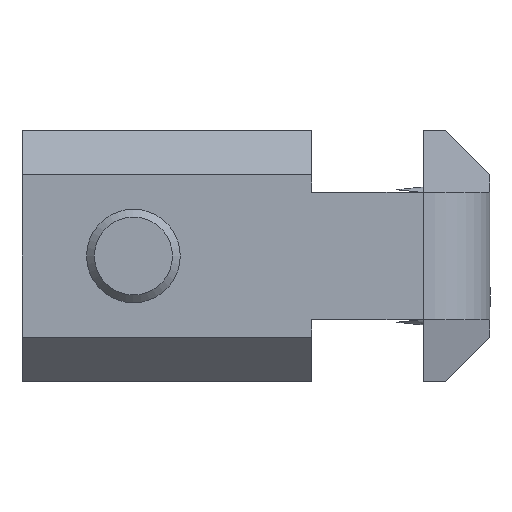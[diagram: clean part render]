
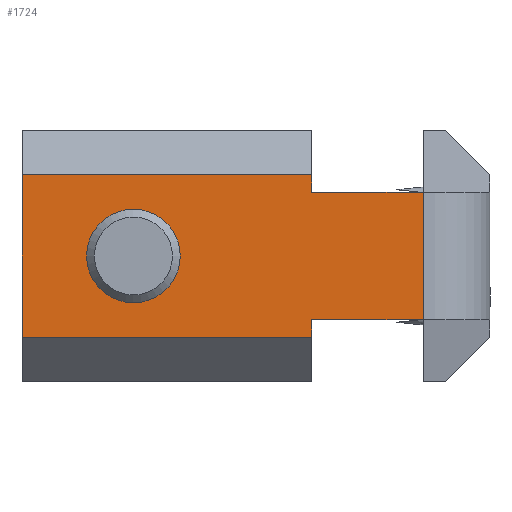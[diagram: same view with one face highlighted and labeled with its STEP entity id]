
A CAD part, front view. The second image highlights one B-rep face of the part: STEP entity #1724.
In plain terms, the highlighted planar face has unit normal (0, -1, 0).
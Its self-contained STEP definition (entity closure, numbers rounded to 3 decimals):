
#79=FACE_BOUND('',#281,.T.);
#85=CIRCLE('',#1847,2.1);
#86=CIRCLE('',#1848,2.1);
#180=FACE_OUTER_BOUND('',#280,.T.);
#280=EDGE_LOOP('',(#1144,#1145,#1146,#1147,#1148,#1149,#1150,#1151));
#281=EDGE_LOOP('',(#1152,#1153));
#386=LINE('',#2603,#546);
#387=LINE('',#2605,#547);
#388=LINE('',#2607,#548);
#389=LINE('',#2609,#549);
#390=LINE('',#2611,#550);
#391=LINE('',#2613,#551);
#392=LINE('',#2615,#552);
#393=LINE('',#2616,#553);
#546=VECTOR('',#2047,1000.);
#547=VECTOR('',#2048,1000.);
#548=VECTOR('',#2049,1000.);
#549=VECTOR('',#2050,1000.);
#550=VECTOR('',#2051,1000.);
#551=VECTOR('',#2052,1000.);
#552=VECTOR('',#2053,1000.);
#553=VECTOR('',#2054,1000.);
#706=VERTEX_POINT('',#2601);
#707=VERTEX_POINT('',#2602);
#708=VERTEX_POINT('',#2604);
#709=VERTEX_POINT('',#2606);
#710=VERTEX_POINT('',#2608);
#711=VERTEX_POINT('',#2610);
#712=VERTEX_POINT('',#2612);
#713=VERTEX_POINT('',#2614);
#714=VERTEX_POINT('',#2617);
#715=VERTEX_POINT('',#2618);
#879=EDGE_CURVE('',#706,#707,#386,.T.);
#880=EDGE_CURVE('',#708,#706,#387,.T.);
#881=EDGE_CURVE('',#709,#708,#388,.T.);
#882=EDGE_CURVE('',#710,#709,#389,.T.);
#883=EDGE_CURVE('',#711,#710,#390,.T.);
#884=EDGE_CURVE('',#712,#711,#391,.T.);
#885=EDGE_CURVE('',#713,#712,#392,.T.);
#886=EDGE_CURVE('',#707,#713,#393,.T.);
#887=EDGE_CURVE('',#714,#715,#85,.T.);
#888=EDGE_CURVE('',#715,#714,#86,.T.);
#1144=ORIENTED_EDGE('',*,*,#879,.F.);
#1145=ORIENTED_EDGE('',*,*,#880,.F.);
#1146=ORIENTED_EDGE('',*,*,#881,.F.);
#1147=ORIENTED_EDGE('',*,*,#882,.F.);
#1148=ORIENTED_EDGE('',*,*,#883,.F.);
#1149=ORIENTED_EDGE('',*,*,#884,.F.);
#1150=ORIENTED_EDGE('',*,*,#885,.F.);
#1151=ORIENTED_EDGE('',*,*,#886,.F.);
#1152=ORIENTED_EDGE('',*,*,#887,.F.);
#1153=ORIENTED_EDGE('',*,*,#888,.F.);
#1674=PLANE('',#1846);
#1724=ADVANCED_FACE('',(#180,#79),#1674,.F.);
#1846=AXIS2_PLACEMENT_3D('',#2600,#2045,#2046);
#1847=AXIS2_PLACEMENT_3D('',#2619,#2055,#2056);
#1848=AXIS2_PLACEMENT_3D('',#2620,#2057,#2058);
#2045=DIRECTION('center_axis',(0.,1.,0.));
#2046=DIRECTION('ref_axis',(0.,0.,1.));
#2047=DIRECTION('',(-1.,0.,0.));
#2048=DIRECTION('',(0.,0.,-1.));
#2049=DIRECTION('',(-1.,0.,0.));
#2050=DIRECTION('',(0.,0.,-1.));
#2051=DIRECTION('',(1.,0.,0.));
#2052=DIRECTION('',(0.,0.,-1.));
#2053=DIRECTION('',(1.,0.,0.));
#2054=DIRECTION('',(0.,0.,1.));
#2055=DIRECTION('center_axis',(0.,-1.,0.));
#2056=DIRECTION('ref_axis',(0.,0.,1.));
#2057=DIRECTION('center_axis',(0.,-1.,0.));
#2058=DIRECTION('ref_axis',(0.,0.,1.));
#2600=CARTESIAN_POINT('Origin',(18.,0.,5.65));
#2601=CARTESIAN_POINT('',(13.,0.,-3.65));
#2602=CARTESIAN_POINT('',(0.,0.,-3.65));
#2603=CARTESIAN_POINT('',(18.,0.,-3.65));
#2604=CARTESIAN_POINT('',(13.,0.,-2.85));
#2605=CARTESIAN_POINT('',(13.,0.,-2.85));
#2606=CARTESIAN_POINT('',(18.,0.,-2.85));
#2607=CARTESIAN_POINT('',(18.,0.,-2.85));
#2608=CARTESIAN_POINT('',(18.,0.,2.85));
#2609=CARTESIAN_POINT('',(18.,0.,5.65));
#2610=CARTESIAN_POINT('',(13.,0.,2.85));
#2611=CARTESIAN_POINT('',(18.,0.,2.85));
#2612=CARTESIAN_POINT('',(13.,0.,3.65));
#2613=CARTESIAN_POINT('',(13.,0.,2.85));
#2614=CARTESIAN_POINT('',(0.,0.,3.65));
#2615=CARTESIAN_POINT('',(18.,0.,3.65));
#2616=CARTESIAN_POINT('',(0.,0.,5.65));
#2617=CARTESIAN_POINT('',(5.,0.,2.1));
#2618=CARTESIAN_POINT('',(5.,0.,-2.1));
#2619=CARTESIAN_POINT('Origin',(5.,0.,0.));
#2620=CARTESIAN_POINT('Origin',(5.,0.,0.));
